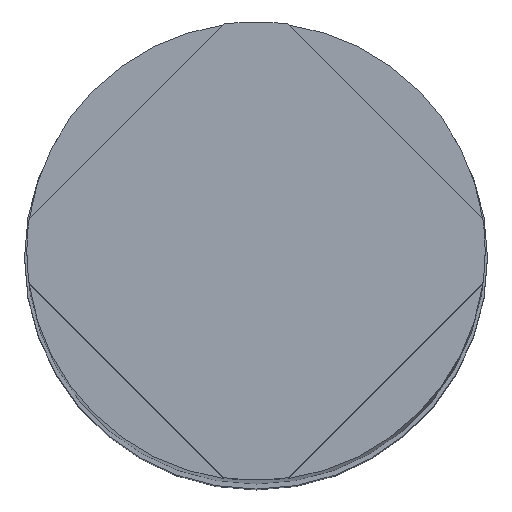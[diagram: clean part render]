
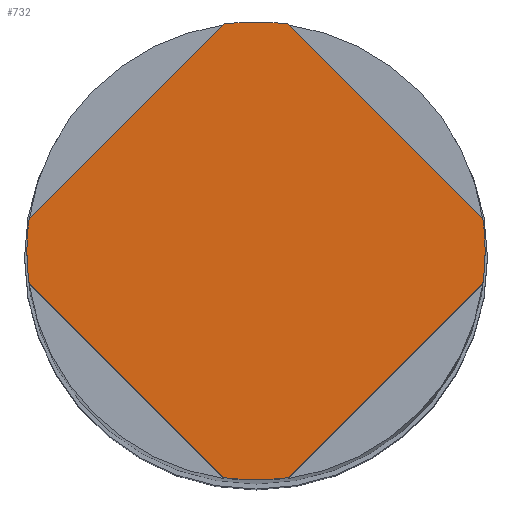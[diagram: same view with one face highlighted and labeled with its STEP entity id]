
A CAD part, top view. The second image highlights one B-rep face of the part: STEP entity #732.
In plain terms, the highlighted planar face has unit normal (0, 0, 1).
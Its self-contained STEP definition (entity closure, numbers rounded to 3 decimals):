
#199=CARTESIAN_POINT('',(0.,0.,0.));
#200=DIRECTION('',(0.,0.,1.));
#201=DIRECTION('',(-1.,0.,0.));
#202=AXIS2_PLACEMENT_3D('',#199,#200,#201);
#204=CARTESIAN_POINT('',(0.,0.,0.));
#205=DIRECTION('',(0.,0.,-1.));
#206=DIRECTION('',(-1.,0.,0.));
#207=AXIS2_PLACEMENT_3D('',#204,#205,#206);
#209=DIRECTION('',(0.707,0.707,0.));
#210=VECTOR('',#209,6.);
#211=CARTESIAN_POINT('',(-4.95,0.707,0.));
#212=LINE('',#211,#210);
#213=CARTESIAN_POINT('',(0.,0.,0.));
#214=DIRECTION('',(0.,0.,-1.));
#215=DIRECTION('',(-0.141,0.99,0.));
#216=AXIS2_PLACEMENT_3D('',#213,#214,#215);
#218=DIRECTION('',(0.707,-0.707,0.));
#219=VECTOR('',#218,6.);
#220=CARTESIAN_POINT('',(0.707,4.95,0.));
#221=LINE('',#220,#219);
#222=CARTESIAN_POINT('',(0.,0.,0.));
#223=DIRECTION('',(0.,0.,-1.));
#224=DIRECTION('',(0.99,0.141,0.));
#225=AXIS2_PLACEMENT_3D('',#222,#223,#224);
#227=CARTESIAN_POINT('',(0.,0.,0.));
#228=DIRECTION('',(0.,0.,1.));
#229=DIRECTION('',(0.99,-0.141,0.));
#230=AXIS2_PLACEMENT_3D('',#227,#228,#229);
#232=DIRECTION('',(-0.707,-0.707,0.));
#233=VECTOR('',#232,6.);
#234=CARTESIAN_POINT('',(4.95,-0.707,0.));
#235=LINE('',#234,#233);
#236=CARTESIAN_POINT('',(0.,0.,0.));
#237=DIRECTION('',(0.,0.,1.));
#238=DIRECTION('',(-0.141,-0.99,0.));
#239=AXIS2_PLACEMENT_3D('',#236,#237,#238);
#241=DIRECTION('',(-0.707,0.707,0.));
#242=VECTOR('',#241,6.);
#243=CARTESIAN_POINT('',(-0.707,-4.95,0.));
#244=LINE('',#243,#242);
#258=CARTESIAN_POINT('',(-5.,0.,0.));
#260=VERTEX_POINT('',#258);
#262=CARTESIAN_POINT('',(5.,0.,0.));
#264=VERTEX_POINT('',#262);
#281=CARTESIAN_POINT('',(-4.95,-0.707,0.));
#282=VERTEX_POINT('',#281);
#283=CARTESIAN_POINT('',(-0.707,-4.95,0.));
#284=CARTESIAN_POINT('',(0.707,-4.95,0.));
#285=VERTEX_POINT('',#283);
#286=VERTEX_POINT('',#284);
#287=CARTESIAN_POINT('',(4.95,-0.707,0.));
#288=VERTEX_POINT('',#287);
#289=CARTESIAN_POINT('',(-4.95,0.707,0.));
#290=VERTEX_POINT('',#289);
#291=CARTESIAN_POINT('',(-0.707,4.95,0.));
#292=CARTESIAN_POINT('',(0.707,4.95,0.));
#293=VERTEX_POINT('',#291);
#294=VERTEX_POINT('',#292);
#295=CARTESIAN_POINT('',(4.95,0.707,0.));
#296=VERTEX_POINT('',#295);
#712=CARTESIAN_POINT('',(0.,0.,0.));
#713=DIRECTION('',(0.,0.,1.));
#714=DIRECTION('',(-1.,0.,0.));
#715=AXIS2_PLACEMENT_3D('',#712,#713,#714);
#716=PLANE('',#715);
#717=ORIENTED_EDGE('',*,*,#678,.F.);
#718=ORIENTED_EDGE('',*,*,#563,.T.);
#720=ORIENTED_EDGE('',*,*,#719,.T.);
#721=ORIENTED_EDGE('',*,*,#555,.T.);
#723=ORIENTED_EDGE('',*,*,#722,.T.);
#724=ORIENTED_EDGE('',*,*,#570,.T.);
#725=ORIENTED_EDGE('',*,*,#673,.F.);
#727=ORIENTED_EDGE('',*,*,#726,.T.);
#728=ORIENTED_EDGE('',*,*,#666,.F.);
#729=ORIENTED_EDGE('',*,*,#697,.T.);
#730=EDGE_LOOP('',(#717,#718,#720,#721,#723,#724,#725,#727,#728,#729));
#731=FACE_OUTER_BOUND('',#730,.F.);
#203=CIRCLE('',#202,5.);
#208=CIRCLE('',#207,5.);
#217=CIRCLE('',#216,5.);
#226=CIRCLE('',#225,5.);
#231=CIRCLE('',#230,5.);
#240=CIRCLE('',#239,5.);
#555=EDGE_CURVE('',#293,#294,#217,.T.);
#563=EDGE_CURVE('',#260,#290,#208,.T.);
#570=EDGE_CURVE('',#296,#264,#226,.T.);
#666=EDGE_CURVE('',#285,#286,#240,.T.);
#673=EDGE_CURVE('',#288,#264,#231,.T.);
#678=EDGE_CURVE('',#260,#282,#203,.T.);
#697=EDGE_CURVE('',#285,#282,#244,.T.);
#719=EDGE_CURVE('',#290,#293,#212,.T.);
#722=EDGE_CURVE('',#294,#296,#221,.T.);
#726=EDGE_CURVE('',#288,#286,#235,.T.);
#732=ADVANCED_FACE('',(#731),#716,.T.);
